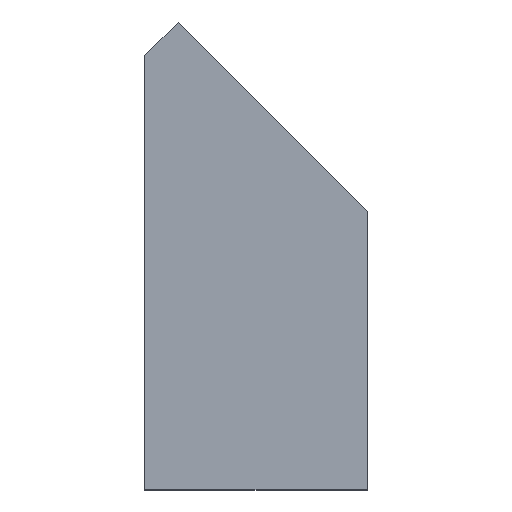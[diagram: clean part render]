
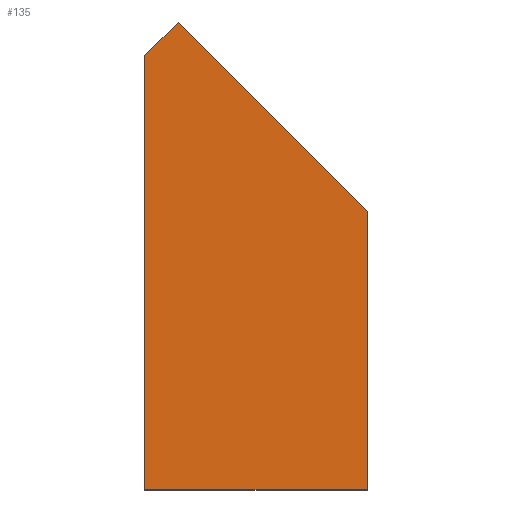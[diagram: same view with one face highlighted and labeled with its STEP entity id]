
A CAD part, top view. The second image highlights one B-rep face of the part: STEP entity #135.
In plain terms, the highlighted planar face has unit normal (0, 0, 1).
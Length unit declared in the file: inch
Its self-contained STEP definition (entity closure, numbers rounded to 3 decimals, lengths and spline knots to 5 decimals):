
#29=FACE_OUTER_BOUND('',#36,.T.);
#36=EDGE_LOOP('',(#117,#118,#119,#120,#121));
#37=LINE('',#202,#52);
#43=LINE('',#215,#58);
#46=LINE('',#221,#61);
#49=LINE('',#225,#64);
#51=LINE('',#229,#66);
#52=VECTOR('',#166,0.3937);
#58=VECTOR('',#174,0.3937);
#61=VECTOR('',#179,0.3937);
#64=VECTOR('',#184,0.3937);
#66=VECTOR('',#190,0.3937);
#67=VERTEX_POINT('',#200);
#68=VERTEX_POINT('',#201);
#73=VERTEX_POINT('',#212);
#74=VERTEX_POINT('',#214);
#76=VERTEX_POINT('',#220);
#77=EDGE_CURVE('',#67,#68,#37,.T.);
#83=EDGE_CURVE('',#74,#73,#43,.F.);
#86=EDGE_CURVE('',#76,#74,#46,.F.);
#89=EDGE_CURVE('',#73,#68,#49,.T.);
#91=EDGE_CURVE('',#76,#67,#51,.T.);
#117=ORIENTED_EDGE('',*,*,#83,.T.);
#118=ORIENTED_EDGE('',*,*,#89,.T.);
#119=ORIENTED_EDGE('',*,*,#77,.F.);
#120=ORIENTED_EDGE('',*,*,#91,.F.);
#121=ORIENTED_EDGE('',*,*,#86,.T.);
#128=PLANE('',#157);
#135=ADVANCED_FACE('',(#29),#128,.T.);
#157=AXIS2_PLACEMENT_3D('',#230,#191,#192);
#166=DIRECTION('',(0.,-1.,0.));
#174=DIRECTION('',(-0.707,0.707,0.));
#179=DIRECTION('',(0.707,0.707,0.));
#184=DIRECTION('',(1.,0.,0.));
#190=DIRECTION('',(1.,0.,0.));
#191=DIRECTION('center_axis',(0.,0.,1.));
#192=DIRECTION('ref_axis',(1.,0.,0.));
#200=CARTESIAN_POINT('',(5.625,2.5,0.5625));
#201=CARTESIAN_POINT('',(5.625,-2.5,0.5625));
#202=CARTESIAN_POINT('',(5.625,-1.25,0.5625));
#212=CARTESIAN_POINT('',(-4.11764,-2.5,0.5625));
#214=CARTESIAN_POINT('',(-4.875,-1.74264,0.5625));
#215=CARTESIAN_POINT('',(-4.09191,-2.52573,0.5625));
#220=CARTESIAN_POINT('',(-0.63236,2.5,0.5625));
#221=CARTESIAN_POINT('',(-1.09927,2.03309,0.5625));
#225=CARTESIAN_POINT('',(-2.4375,-2.5,0.5625));
#229=CARTESIAN_POINT('',(4.875,2.5,0.5625));
#230=CARTESIAN_POINT('Origin',(0.,0.,0.5625));
